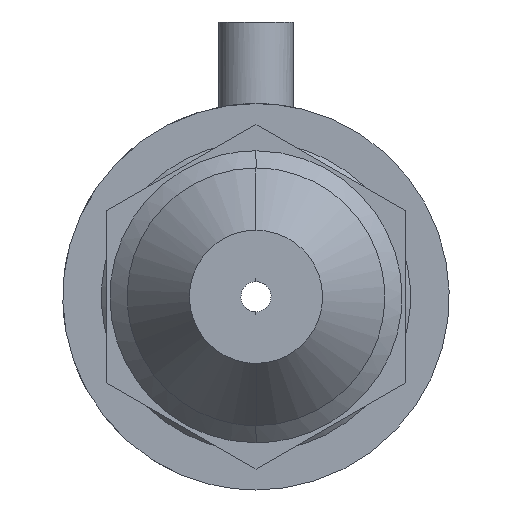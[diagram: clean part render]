
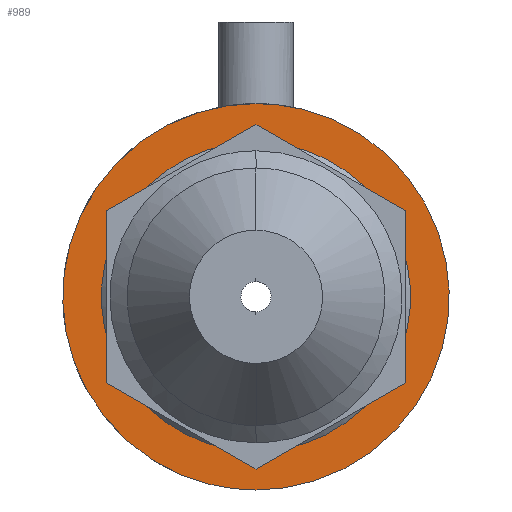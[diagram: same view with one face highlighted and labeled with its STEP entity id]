
A CAD part, front view. The second image highlights one B-rep face of the part: STEP entity #989.
In plain terms, the highlighted free-form (B-spline) face has degree [1, 1] with [2, 2] control points.
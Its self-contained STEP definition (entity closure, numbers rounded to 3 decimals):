
#272 = VERTEX_POINT('',#273);
#273 = CARTESIAN_POINT('',(0.,41.969,
    -14.959));
#278 = EDGE_CURVE('',#279,#272,#281,.T.);
#279 = VERTEX_POINT('',#280);
#280 = CARTESIAN_POINT('',(0.,41.969,14.959));
#281 = ( BOUNDED_CURVE() B_SPLINE_CURVE(2,(#282,#283,#284,#285,#286),
.UNSPECIFIED.,.F.,.F.) B_SPLINE_CURVE_WITH_KNOTS((3,2,3),(3.142,
4.712,6.283),.PIECEWISE_BEZIER_KNOTS.) CURVE() 
GEOMETRIC_REPRESENTATION_ITEM() RATIONAL_B_SPLINE_CURVE((1.,
0.707,1.,0.707,1.)) REPRESENTATION_ITEM('') );
#282 = CARTESIAN_POINT('',(0.,41.969,
    14.959));
#283 = CARTESIAN_POINT('',(14.959,41.969,
    14.959));
#284 = CARTESIAN_POINT('',(14.959,41.969,
    0.));
#285 = CARTESIAN_POINT('',(14.959,41.969,
    -14.959));
#286 = CARTESIAN_POINT('',(0.,41.969,
    -14.959));
#882 = VERTEX_POINT('',#883);
#883 = CARTESIAN_POINT('',(0.,41.969,
    18.699));
#888 = EDGE_CURVE('',#889,#882,#891,.T.);
#889 = VERTEX_POINT('',#890);
#890 = CARTESIAN_POINT('',(0.,41.969,-18.699));
#891 = ( BOUNDED_CURVE() B_SPLINE_CURVE(2,(#892,#893,#894,#895,#896),
.UNSPECIFIED.,.F.,.F.) B_SPLINE_CURVE_WITH_KNOTS((3,2,3),(0.,
1.571,3.142),.PIECEWISE_BEZIER_KNOTS.) CURVE() 
GEOMETRIC_REPRESENTATION_ITEM() RATIONAL_B_SPLINE_CURVE((1.,
0.707,1.,0.707,1.)) REPRESENTATION_ITEM('') );
#892 = CARTESIAN_POINT('',(0.,41.969,-18.699));
#893 = CARTESIAN_POINT('',(18.699,41.969,-18.699
    ));
#894 = CARTESIAN_POINT('',(18.699,41.969,
    0.));
#895 = CARTESIAN_POINT('',(18.699,41.969,18.699)
  );
#896 = CARTESIAN_POINT('',(0.,41.969,
    18.699));
#948 = EDGE_CURVE('',#882,#889,#949,.T.);
#949 = ( BOUNDED_CURVE() B_SPLINE_CURVE(2,(#950,#951,#952,#953,#954),
.UNSPECIFIED.,.F.,.F.) B_SPLINE_CURVE_WITH_KNOTS((3,2,3),(3.142,
4.712,6.283),.PIECEWISE_BEZIER_KNOTS.) CURVE() 
GEOMETRIC_REPRESENTATION_ITEM() RATIONAL_B_SPLINE_CURVE((1.,
0.707,1.,0.707,1.)) REPRESENTATION_ITEM('') );
#950 = CARTESIAN_POINT('',(0.,41.969,
    18.699));
#951 = CARTESIAN_POINT('',(-18.699,41.969,18.699
    ));
#952 = CARTESIAN_POINT('',(-18.699,41.969,
    0.));
#953 = CARTESIAN_POINT('',(-18.699,41.969,
    -18.699));
#954 = CARTESIAN_POINT('',(0.,41.969,
    -18.699));
#989 = ADVANCED_FACE('',(#990,#1001),#1005,.T.);
#990 = FACE_BOUND('',#991,.T.);
#991 = EDGE_LOOP('',(#992,#993));
#992 = ORIENTED_EDGE('',*,*,#278,.T.);
#993 = ORIENTED_EDGE('',*,*,#994,.T.);
#994 = EDGE_CURVE('',#272,#279,#995,.T.);
#995 = ( BOUNDED_CURVE() B_SPLINE_CURVE(2,(#996,#997,#998,#999,#1000),
.UNSPECIFIED.,.F.,.F.) B_SPLINE_CURVE_WITH_KNOTS((3,2,3),(0.,
1.571,3.142),.PIECEWISE_BEZIER_KNOTS.) CURVE() 
GEOMETRIC_REPRESENTATION_ITEM() RATIONAL_B_SPLINE_CURVE((1.,
0.707,1.,0.707,1.)) REPRESENTATION_ITEM('') );
#996 = CARTESIAN_POINT('',(0.,41.969,-14.959));
#997 = CARTESIAN_POINT('',(-14.959,41.969,
    -14.959));
#998 = CARTESIAN_POINT('',(-14.959,41.969,
    0.));
#999 = CARTESIAN_POINT('',(-14.959,41.969,
    14.959));
#1000 = CARTESIAN_POINT('',(0.,41.969,
    14.959));
#1001 = FACE_BOUND('',#1002,.T.);
#1002 = EDGE_LOOP('',(#1003,#1004));
#1003 = ORIENTED_EDGE('',*,*,#888,.T.);
#1004 = ORIENTED_EDGE('',*,*,#948,.T.);
#1005 = B_SPLINE_SURFACE_WITH_KNOTS('',1,1,(
    (#1006,#1007)
    ,(#1008,#1009
    )),.UNSPECIFIED.,.F.,.F.,.F.,(2,2),(2,2),(-22.5,22.5),(-45.,0.),
  .PIECEWISE_BEZIER_KNOTS.);
#1006 = CARTESIAN_POINT('',(-18.699,41.969,
    18.699));
#1007 = CARTESIAN_POINT('',(18.699,41.969,18.699
    ));
#1008 = CARTESIAN_POINT('',(-18.699,41.969,
    -18.699));
#1009 = CARTESIAN_POINT('',(18.699,41.969,
    -18.699));
